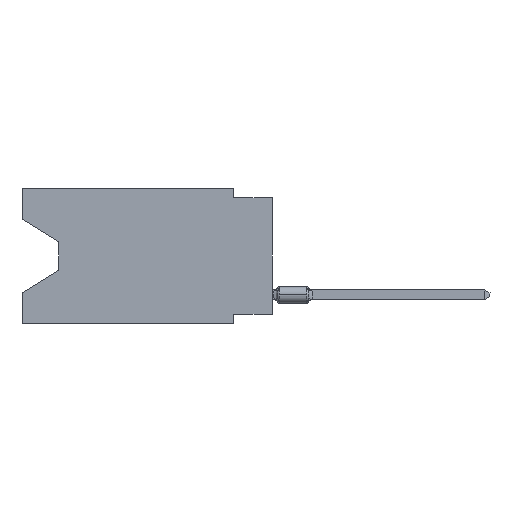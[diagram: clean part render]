
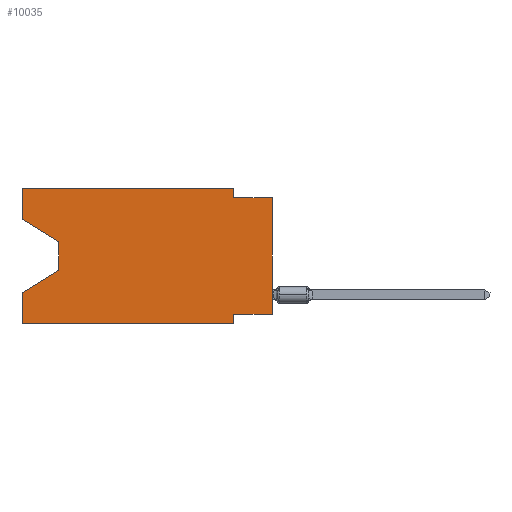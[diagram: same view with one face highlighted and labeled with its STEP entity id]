
A CAD part, left-side view. The second image highlights one B-rep face of the part: STEP entity #10035.
In plain terms, the highlighted planar face has unit normal (-1, 0, 0).
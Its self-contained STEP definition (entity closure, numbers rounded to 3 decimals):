
#240 = ORIENTED_EDGE ( 'NONE', *, *, #16010, .F. ) ;
#488 = CARTESIAN_POINT ( 'NONE',  ( 0., 16.383, 0. ) ) ;
#534 = LINE ( 'NONE', #15131, #10497 ) ;
#692 = DIRECTION ( 'NONE',  ( 0., 0., 1. ) ) ;
#1035 = ORIENTED_EDGE ( 'NONE', *, *, #7715, .F. ) ;
#1047 = FACE_OUTER_BOUND ( 'NONE', #7421, .T. ) ;
#1122 = CARTESIAN_POINT ( 'NONE',  ( 0., 0., -0.635 ) ) ;
#1465 = VECTOR ( 'NONE', #17643, 1000. ) ;
#1986 = EDGE_CURVE ( 'NONE', #15284, #18607, #534, .T. ) ;
#2564 = CARTESIAN_POINT ( 'NONE',  ( 0., 0., -8.255 ) ) ;
#2598 = VECTOR ( 'NONE', #692, 1000. ) ;
#2915 = LINE ( 'NONE', #15716, #20359 ) ;
#3513 = LINE ( 'NONE', #19600, #12993 ) ;
#3664 = VERTEX_POINT ( 'NONE', #12041 ) ;
#3749 = VERTEX_POINT ( 'NONE', #1122 ) ;
#4016 = DIRECTION ( 'NONE',  ( 0., 0.855, -0.519 ) ) ;
#4105 = EDGE_CURVE ( 'NONE', #15416, #3749, #17092, .T. ) ;
#4342 = DIRECTION ( 'NONE',  ( 0., 0., -1. ) ) ;
#4451 = VERTEX_POINT ( 'NONE', #18958 ) ;
#4635 = CARTESIAN_POINT ( 'NONE',  ( 0., 16.383, -8.89 ) ) ;
#4884 = EDGE_CURVE ( 'NONE', #14497, #4451, #19803, .T. ) ;
#4947 = VECTOR ( 'NONE', #7151, 1000. ) ;
#5045 = LINE ( 'NONE', #17851, #19543 ) ;
#5104 = CARTESIAN_POINT ( 'NONE',  ( 0., 16.383, -2.038 ) ) ;
#5263 = ORIENTED_EDGE ( 'NONE', *, *, #12065, .F. ) ;
#5565 = DIRECTION ( 'NONE',  ( 0., 0., -1. ) ) ;
#6030 = LINE ( 'NONE', #18925, #17032 ) ;
#6119 = LINE ( 'NONE', #4635, #1465 ) ;
#6373 = EDGE_CURVE ( 'NONE', #15861, #9821, #5045, .T. ) ;
#6706 = CARTESIAN_POINT ( 'NONE',  ( 0., 16.383, 0. ) ) ;
#6903 = LINE ( 'NONE', #5104, #15374 ) ;
#7051 = LINE ( 'NONE', #18365, #4947 ) ;
#7151 = DIRECTION ( 'NONE',  ( 0., 0., -1. ) ) ;
#7421 = EDGE_LOOP ( 'NONE', ( #13257, #20340, #16497, #1035, #13063, #5263, #18005, #9797, #14953, #9353, #13494, #240 ) ) ;
#7715 = EDGE_CURVE ( 'NONE', #17209, #18607, #10531, .T. ) ;
#7741 = EDGE_CURVE ( 'NONE', #9821, #15416, #7051, .T. ) ;
#8677 = VERTEX_POINT ( 'NONE', #18731 ) ;
#8679 = DIRECTION ( 'NONE',  ( 0., 1., 0. ) ) ;
#8960 = EDGE_CURVE ( 'NONE', #15315, #15284, #9049, .T. ) ;
#9049 = LINE ( 'NONE', #13906, #16980 ) ;
#9353 = ORIENTED_EDGE ( 'NONE', *, *, #7741, .F. ) ;
#9797 = ORIENTED_EDGE ( 'NONE', *, *, #14283, .T. ) ;
#9821 = VERTEX_POINT ( 'NONE', #16928 ) ;
#10035 = ADVANCED_FACE ( 'NONE', ( #1047 ), #20416, .F. ) ;
#10338 = CARTESIAN_POINT ( 'NONE',  ( 0., 13.97, -3.505 ) ) ;
#10421 = VECTOR ( 'NONE', #20465, 1000. ) ;
#10447 = CARTESIAN_POINT ( 'NONE',  ( 0., 13.97, -5.385 ) ) ;
#10497 = VECTOR ( 'NONE', #4016, 1000. ) ;
#10531 = LINE ( 'NONE', #488, #2598 ) ;
#10882 = DIRECTION ( 'NONE',  ( 0., 0., 1. ) ) ;
#11631 = EDGE_CURVE ( 'NONE', #17209, #8677, #6119, .T. ) ;
#12041 = CARTESIAN_POINT ( 'NONE',  ( 0., 16.383, -2.038 ) ) ;
#12065 = EDGE_CURVE ( 'NONE', #4451, #8677, #2915, .T. ) ;
#12376 = CARTESIAN_POINT ( 'NONE',  ( 0., 16.383, 0. ) ) ;
#12539 = CARTESIAN_POINT ( 'NONE',  ( 0., 2.54, -0.635 ) ) ;
#12923 = AXIS2_PLACEMENT_3D ( 'NONE', #12376, #18833, #4342 ) ;
#12993 = VECTOR ( 'NONE', #13559, 1000. ) ;
#13063 = ORIENTED_EDGE ( 'NONE', *, *, #11631, .T. ) ;
#13257 = ORIENTED_EDGE ( 'NONE', *, *, #14302, .T. ) ;
#13494 = ORIENTED_EDGE ( 'NONE', *, *, #6373, .F. ) ;
#13559 = DIRECTION ( 'NONE',  ( 0., 0., 1. ) ) ;
#13828 = VECTOR ( 'NONE', #8679, 1000. ) ;
#13906 = CARTESIAN_POINT ( 'NONE',  ( 0., 13.97, -3.505 ) ) ;
#14283 = EDGE_CURVE ( 'NONE', #14497, #3749, #3513, .T. ) ;
#14302 = EDGE_CURVE ( 'NONE', #3664, #15315, #6903, .T. ) ;
#14497 = VERTEX_POINT ( 'NONE', #2564 ) ;
#14953 = ORIENTED_EDGE ( 'NONE', *, *, #4105, .F. ) ;
#15131 = CARTESIAN_POINT ( 'NONE',  ( 0., 13.97, -5.385 ) ) ;
#15150 = DIRECTION ( 'NONE',  ( 0., -0.855, -0.519 ) ) ;
#15284 = VERTEX_POINT ( 'NONE', #10447 ) ;
#15315 = VERTEX_POINT ( 'NONE', #10338 ) ;
#15374 = VECTOR ( 'NONE', #15150, 1000. ) ;
#15416 = VERTEX_POINT ( 'NONE', #12539 ) ;
#15716 = CARTESIAN_POINT ( 'NONE',  ( 0., 2.54, -8.89 ) ) ;
#15861 = VERTEX_POINT ( 'NONE', #6706 ) ;
#16010 = EDGE_CURVE ( 'NONE', #3664, #15861, #6030, .T. ) ;
#16497 = ORIENTED_EDGE ( 'NONE', *, *, #1986, .T. ) ;
#16825 = CARTESIAN_POINT ( 'NONE',  ( 0., 0., -8.255 ) ) ;
#16928 = CARTESIAN_POINT ( 'NONE',  ( 0., 2.54, 0. ) ) ;
#16980 = VECTOR ( 'NONE', #5565, 1000. ) ;
#17032 = VECTOR ( 'NONE', #10882, 1000. ) ;
#17092 = LINE ( 'NONE', #20262, #10421 ) ;
#17209 = VERTEX_POINT ( 'NONE', #18715 ) ;
#17643 = DIRECTION ( 'NONE',  ( 0., -1., 0. ) ) ;
#17851 = CARTESIAN_POINT ( 'NONE',  ( 0., 16.383, 0. ) ) ;
#17951 = DIRECTION ( 'NONE',  ( 0., -1., 0. ) ) ;
#18005 = ORIENTED_EDGE ( 'NONE', *, *, #4884, .F. ) ;
#18281 = CARTESIAN_POINT ( 'NONE',  ( 0., 16.383, -6.852 ) ) ;
#18365 = CARTESIAN_POINT ( 'NONE',  ( 0., 2.54, 0. ) ) ;
#18607 = VERTEX_POINT ( 'NONE', #18281 ) ;
#18715 = CARTESIAN_POINT ( 'NONE',  ( 0., 16.383, -8.89 ) ) ;
#18731 = CARTESIAN_POINT ( 'NONE',  ( 0., 2.54, -8.89 ) ) ;
#18783 = DIRECTION ( 'NONE',  ( 0., 0., -1. ) ) ;
#18833 = DIRECTION ( 'NONE',  ( 1., 0., 0. ) ) ;
#18925 = CARTESIAN_POINT ( 'NONE',  ( 0., 16.383, 0. ) ) ;
#18958 = CARTESIAN_POINT ( 'NONE',  ( 0., 2.54, -8.255 ) ) ;
#19543 = VECTOR ( 'NONE', #17951, 1000. ) ;
#19600 = CARTESIAN_POINT ( 'NONE',  ( 0., 0., 0. ) ) ;
#19803 = LINE ( 'NONE', #16825, #13828 ) ;
#20262 = CARTESIAN_POINT ( 'NONE',  ( 0., 0., -0.635 ) ) ;
#20340 = ORIENTED_EDGE ( 'NONE', *, *, #8960, .T. ) ;
#20359 = VECTOR ( 'NONE', #18783, 1000. ) ;
#20416 = PLANE ( 'NONE',  #12923 ) ;
#20465 = DIRECTION ( 'NONE',  ( 0., -1., 0. ) ) ;
